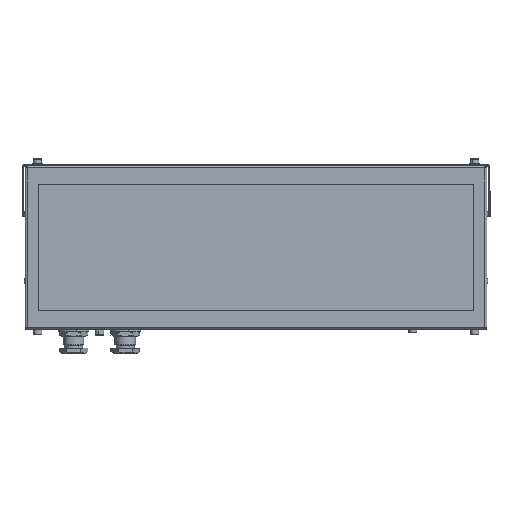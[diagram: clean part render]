
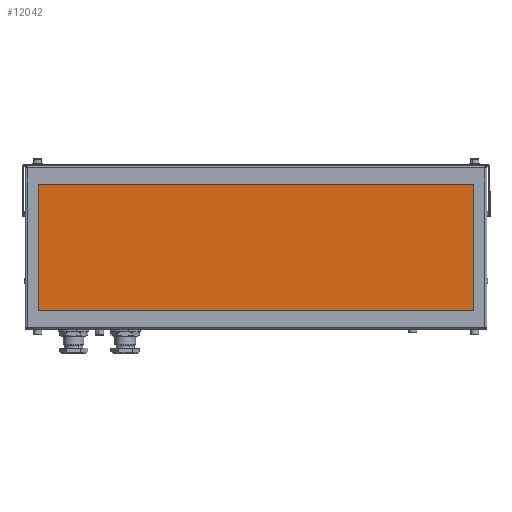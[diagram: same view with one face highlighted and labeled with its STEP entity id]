
A CAD part, top view. The second image highlights one B-rep face of the part: STEP entity #12042.
In plain terms, the highlighted planar face has unit normal (0, 0, 1).
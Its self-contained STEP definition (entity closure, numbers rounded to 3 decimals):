
#2708 = VERTEX_POINT ( 'NONE', #16852 ) ;
#2948 = DIRECTION ( 'NONE',  ( 0., 0., 1. ) ) ;
#5027 = ORIENTED_EDGE ( 'NONE', *, *, #21342, .T. ) ;
#5343 = DIRECTION ( 'NONE',  ( 1., 0., 0. ) ) ;
#6232 = LINE ( 'NONE', #27598, #12204 ) ;
#6987 = CARTESIAN_POINT ( 'NONE',  ( 142.883, -30.245, 62. ) ) ;
#7205 = VERTEX_POINT ( 'NONE', #26148 ) ;
#7546 = CARTESIAN_POINT ( 'NONE',  ( -292.117, 114.755, 62. ) ) ;
#8483 = ORIENTED_EDGE ( 'NONE', *, *, #19076, .T. ) ;
#8808 = VECTOR ( 'NONE', #14475, 1000. ) ;
#8930 = CARTESIAN_POINT ( 'NONE',  ( 142.883, -30.245, 62. ) ) ;
#11995 = FACE_OUTER_BOUND ( 'NONE', #26643, .T. ) ;
#12042 = ADVANCED_FACE ( 'NONE', ( #11995 ), #28275, .T. ) ;
#12204 = VECTOR ( 'NONE', #20302, 1000. ) ;
#12404 = CARTESIAN_POINT ( 'NONE',  ( 142.883, -30.245, 62. ) ) ;
#14076 = VERTEX_POINT ( 'NONE', #23930 ) ;
#14321 = LINE ( 'NONE', #6987, #8808 ) ;
#14475 = DIRECTION ( 'NONE',  ( 0., 1., 0. ) ) ;
#15242 = VECTOR ( 'NONE', #29452, 1000. ) ;
#16852 = CARTESIAN_POINT ( 'NONE',  ( -292.117, 114.755, 62. ) ) ;
#17435 = AXIS2_PLACEMENT_3D ( 'NONE', #7546, #2948, #19439 ) ;
#19076 = EDGE_CURVE ( 'NONE', #14076, #26437, #28394, .T. ) ;
#19439 = DIRECTION ( 'NONE',  ( 1., 0., 0. ) ) ;
#19667 = VECTOR ( 'NONE', #5343, 1000. ) ;
#20302 = DIRECTION ( 'NONE',  ( 0., -1., 0. ) ) ;
#20724 = EDGE_CURVE ( 'NONE', #7205, #2708, #22163, .T. ) ;
#21342 = EDGE_CURVE ( 'NONE', #2708, #14076, #6232, .T. ) ;
#21533 = EDGE_CURVE ( 'NONE', #26437, #7205, #14321, .T. ) ;
#22163 = LINE ( 'NONE', #24415, #15242 ) ;
#23930 = CARTESIAN_POINT ( 'NONE',  ( -292.117, -30.245, 62. ) ) ;
#24415 = CARTESIAN_POINT ( 'NONE',  ( 142.883, 114.755, 62. ) ) ;
#25028 = ORIENTED_EDGE ( 'NONE', *, *, #21533, .T. ) ;
#26148 = CARTESIAN_POINT ( 'NONE',  ( 142.883, 114.755, 62. ) ) ;
#26437 = VERTEX_POINT ( 'NONE', #8930 ) ;
#26643 = EDGE_LOOP ( 'NONE', ( #5027, #8483, #25028, #27486 ) ) ;
#27486 = ORIENTED_EDGE ( 'NONE', *, *, #20724, .T. ) ;
#27598 = CARTESIAN_POINT ( 'NONE',  ( -292.117, -30.245, 62. ) ) ;
#28275 = PLANE ( 'NONE',  #17435 ) ;
#28394 = LINE ( 'NONE', #12404, #19667 ) ;
#29452 = DIRECTION ( 'NONE',  ( -1., 0., 0. ) ) ;
